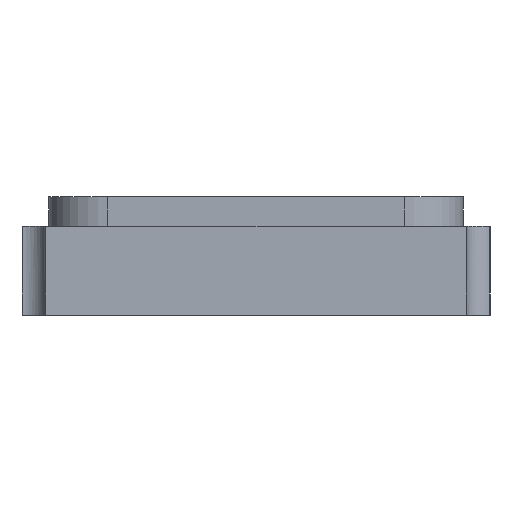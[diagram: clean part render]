
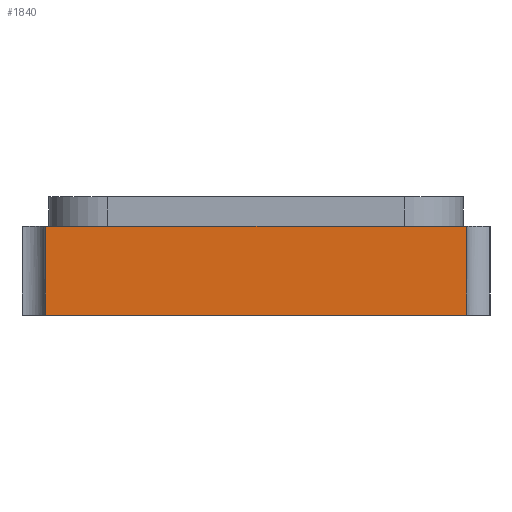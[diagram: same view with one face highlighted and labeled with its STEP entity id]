
A CAD part, left-side view. The second image highlights one B-rep face of the part: STEP entity #1840.
In plain terms, the highlighted planar face has unit normal (-1, 0, 0).
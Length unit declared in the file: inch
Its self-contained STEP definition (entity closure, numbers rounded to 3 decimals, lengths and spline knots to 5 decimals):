
#198=FACE_OUTER_BOUND('',#300,.T.);
#300=EDGE_LOOP('',(#1343,#1344,#1345,#1346));
#453=LINE('',#2724,#642);
#477=LINE('',#2794,#666);
#484=LINE('',#2815,#673);
#485=LINE('',#2816,#674);
#642=VECTOR('',#2089,39.37008);
#666=VECTOR('',#2137,39.37008);
#673=VECTOR('',#2156,39.37008);
#674=VECTOR('',#2157,39.37008);
#848=VERTEX_POINT('',#2720);
#850=VERTEX_POINT('',#2723);
#878=VERTEX_POINT('',#2780);
#884=VERTEX_POINT('',#2792);
#1030=EDGE_CURVE('',#850,#848,#453,.T.);
#1065=EDGE_CURVE('',#878,#884,#477,.T.);
#1076=EDGE_CURVE('',#878,#848,#484,.T.);
#1077=EDGE_CURVE('',#884,#850,#485,.T.);
#1343=ORIENTED_EDGE('',*,*,#1076,.F.);
#1344=ORIENTED_EDGE('',*,*,#1065,.T.);
#1345=ORIENTED_EDGE('',*,*,#1077,.T.);
#1346=ORIENTED_EDGE('',*,*,#1030,.T.);
#1778=PLANE('',#1970);
#1840=ADVANCED_FACE('',(#198),#1778,.F.);
#1970=AXIS2_PLACEMENT_3D('',#2814,#2154,#2155);
#2089=DIRECTION('',(0.,-1.,0.));
#2137=DIRECTION('',(0.,1.,0.));
#2154=DIRECTION('center_axis',(1.,0.,0.));
#2155=DIRECTION('ref_axis',(0.,1.,0.));
#2156=DIRECTION('',(0.,0.,-1.));
#2157=DIRECTION('',(0.,0.,-1.));
#2720=CARTESIAN_POINT('',(-0.049,-0.0355,0.00001));
#2723=CARTESIAN_POINT('',(-0.049,0.0355,0.00001));
#2724=CARTESIAN_POINT('',(-0.049,0.0395,0.00001));
#2780=CARTESIAN_POINT('',(-0.049,-0.0355,0.01501));
#2792=CARTESIAN_POINT('',(-0.049,0.0355,0.01501));
#2794=CARTESIAN_POINT('',(-0.049,-0.0395,0.01501));
#2814=CARTESIAN_POINT('Origin',(-0.049,0.0395,0.02001));
#2815=CARTESIAN_POINT('',(-0.049,-0.0355,0.05001));
#2816=CARTESIAN_POINT('',(-0.049,0.0355,0.05001));
